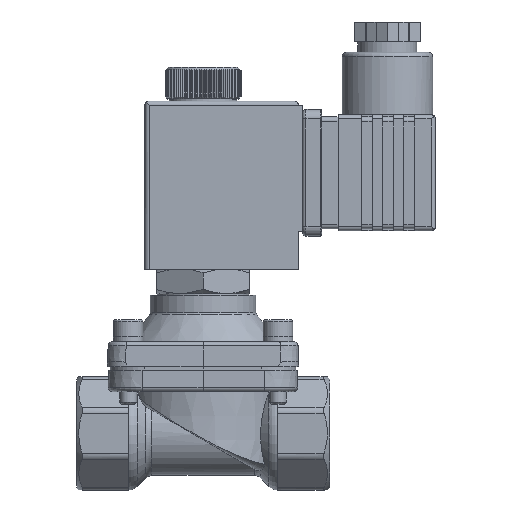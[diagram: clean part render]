
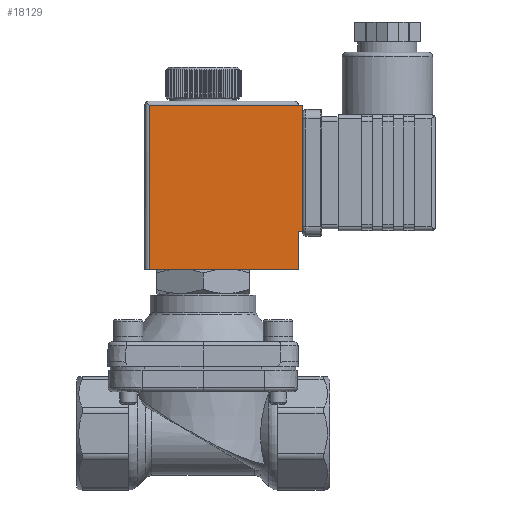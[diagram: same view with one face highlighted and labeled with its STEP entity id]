
A CAD part, top view. The second image highlights one B-rep face of the part: STEP entity #18129.
In plain terms, the highlighted planar face has unit normal (0, 0, 1).
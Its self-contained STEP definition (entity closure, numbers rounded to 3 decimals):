
#13157=CARTESIAN_POINT('',(23.6,47.8,14.75));
#13158=VERTEX_POINT('',#13157);
#13159=CARTESIAN_POINT('',(22.6,47.8,14.75));
#13160=VERTEX_POINT('',#13159);
#13161=CARTESIAN_POINT('',(23.6,47.8,14.75));
#13162=DIRECTION('',(-1.0,0.0,0.0));
#13163=VECTOR('',#13162,1.0);
#13164=LINE('',#13161,#13163);
#13165=EDGE_CURVE('',#13158,#13160,#13164,.T.);
#13197=CARTESIAN_POINT('',(22.6,38.8,14.75));
#13198=VERTEX_POINT('',#13197);
#13199=CARTESIAN_POINT('',(22.6,47.8,14.75));
#13200=DIRECTION('',(0.0,-1.0,0.0));
#13201=VECTOR('',#13200,9.);
#13202=LINE('',#13199,#13201);
#13203=EDGE_CURVE('',#13160,#13198,#13202,.T.);
#17925=CARTESIAN_POINT('',(23.6,77.8,14.75));
#17926=VERTEX_POINT('',#17925);
#17927=CARTESIAN_POINT('',(23.6,77.8,14.75));
#17928=DIRECTION('',(0.0,-1.0,0.0));
#17929=VECTOR('',#17928,30.);
#17930=LINE('',#17927,#17929);
#17931=EDGE_CURVE('',#17926,#13158,#17930,.T.);
#18089=CARTESIAN_POINT('',(-12.8,77.8,14.75));
#18090=DIRECTION('',(0.0,0.0,-1.0));
#18091=DIRECTION('',(-1.0,0.0,0.0));
#18092=AXIS2_PLACEMENT_3D('',#18089,#18090,#18091);
#18093=PLANE('',#18092);
#18094=CARTESIAN_POINT('',(-12.8,77.8,14.75));
#18095=VERTEX_POINT('',#18094);
#18096=CARTESIAN_POINT('',(-12.8,38.8,14.75));
#18097=VERTEX_POINT('',#18096);
#18098=CARTESIAN_POINT('',(-12.8,77.8,14.75));
#18099=DIRECTION('',(0.0,-1.0,0.0));
#18100=VECTOR('',#18099,39.0);
#18101=LINE('',#18098,#18100);
#18102=EDGE_CURVE('',#18095,#18097,#18101,.T.);
#18103=ORIENTED_EDGE('',*,*,#18102,.T.);
#18104=CARTESIAN_POINT('',(22.6,38.8,14.75));
#18105=DIRECTION('',(-1.0,0.0,0.0));
#18106=VECTOR('',#18105,35.4);
#18107=LINE('',#18104,#18106);
#18108=EDGE_CURVE('',#13198,#18097,#18107,.T.);
#18109=ORIENTED_EDGE('',*,*,#18108,.F.);
#18110=ORIENTED_EDGE('',*,*,#13203,.F.);
#18111=ORIENTED_EDGE('',*,*,#13165,.F.);
#18112=ORIENTED_EDGE('',*,*,#17931,.F.);
#18113=CARTESIAN_POINT('',(22.6,77.8,14.75));
#18114=VERTEX_POINT('',#18113);
#18115=CARTESIAN_POINT('',(22.6,77.8,14.75));
#18116=DIRECTION('',(1.0,0.0,0.0));
#18117=VECTOR('',#18116,1.0);
#18118=LINE('',#18115,#18117);
#18119=EDGE_CURVE('',#18114,#17926,#18118,.T.);
#18120=ORIENTED_EDGE('',*,*,#18119,.F.);
#18121=CARTESIAN_POINT('',(-12.8,77.8,14.75));
#18122=DIRECTION('',(1.0,0.0,0.0));
#18123=VECTOR('',#18122,35.4);
#18124=LINE('',#18121,#18123);
#18125=EDGE_CURVE('',#18114,#18095,#18124,.F.);
#18126=ORIENTED_EDGE('',*,*,#18125,.T.);
#18127=EDGE_LOOP('',(#18103,#18109,#18110,#18111,#18112,#18120,#18126));
#18128=FACE_OUTER_BOUND('',#18127,.T.);
#18129=ADVANCED_FACE('',(#18128),#18093,.F.);
